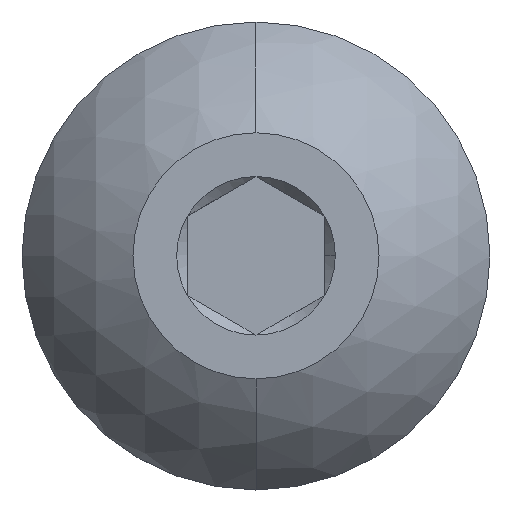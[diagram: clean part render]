
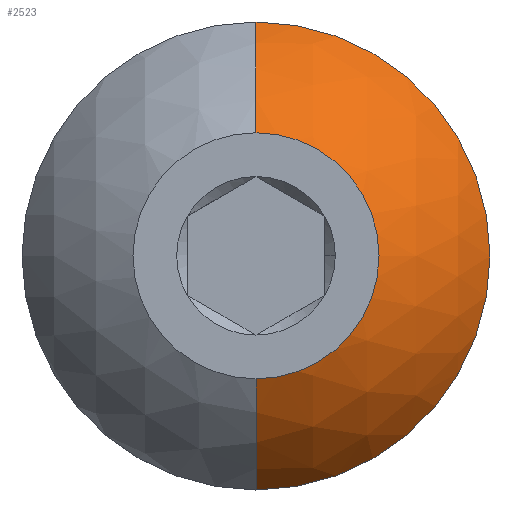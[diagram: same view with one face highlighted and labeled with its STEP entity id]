
A CAD part, top view. The second image highlights one B-rep face of the part: STEP entity #2523.
In plain terms, the highlighted spherical face has radius 3.065 mm.
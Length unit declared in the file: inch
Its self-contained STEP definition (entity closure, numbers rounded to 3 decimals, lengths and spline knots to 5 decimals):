
#464 = EDGE_CURVE ( 'NONE', #2019, #2024, #3073, .T. ) ;
#500 = EDGE_CURVE ( 'NONE', #2043, #2056, #3082, .T. ) ;
#501 = EDGE_CURVE ( 'NONE', #2056, #2050, #3084, .T. ) ;
#502 = EDGE_CURVE ( 'NONE', #2043, #2019, #3087, .T. ) ;
#508 = EDGE_CURVE ( 'NONE', #2024, #2050, #3093, .T. ) ;
#571 = AXIS2_PLACEMENT_3D ( 'NONE', #3774, #3776, #3772 ) ;
#574 = AXIS2_PLACEMENT_3D ( 'NONE', #3734, #3733, #3732 ) ;
#575 = AXIS2_PLACEMENT_3D ( 'NONE', #3730, #3729, #3728 ) ;
#576 = AXIS2_PLACEMENT_3D ( 'NONE', #3726, #3725, #3724 ) ;
#579 = AXIS2_PLACEMENT_3D ( 'NONE', #3710, #3709, #3708 ) ;
#593 = AXIS2_PLACEMENT_3D ( 'NONE', #1259, #1265, #1717 ) ;
#665 = EDGE_LOOP ( 'NONE', ( #2231, #2458, #2462, #2459, #2506 ) ) ;
#1259 = CARTESIAN_POINT ( 'NONE',  ( 0., 0., -0.10689 ) ) ;
#1265 = DIRECTION ( 'NONE',  ( 1., 0., 0. ) ) ;
#1717 = DIRECTION ( 'NONE',  ( 0., -1., 0. ) ) ;
#2019 = VERTEX_POINT ( 'NONE', #3644 ) ;
#2024 = VERTEX_POINT ( 'NONE', #3641 ) ;
#2043 = VERTEX_POINT ( 'NONE', #3624 ) ;
#2050 = VERTEX_POINT ( 'NONE', #3618 ) ;
#2056 = VERTEX_POINT ( 'NONE', #3612 ) ;
#2231 = ORIENTED_EDGE ( 'NONE', *, *, #502, .T. ) ;
#2458 = ORIENTED_EDGE ( 'NONE', *, *, #464, .T. ) ;
#2459 = ORIENTED_EDGE ( 'NONE', *, *, #501, .F. ) ;
#2462 = ORIENTED_EDGE ( 'NONE', *, *, #508, .T. ) ;
#2506 = ORIENTED_EDGE ( 'NONE', *, *, #500, .F. ) ;
#2523 = ADVANCED_FACE ( 'NONE', ( #2845 ), #2900, .T. ) ;
#2845 = FACE_OUTER_BOUND ( 'NONE', #665, .T. ) ;
#2900 = SPHERICAL_SURFACE ( 'NONE', #593, 0.12067 ) ;
#3073 = CIRCLE ( 'NONE', #571, 0.1065 ) ;
#3082 = CIRCLE ( 'NONE', #574, 0.12067 ) ;
#3084 = CIRCLE ( 'NONE', #575, 0.056 ) ;
#3087 = CIRCLE ( 'NONE', #576, 0.1065 ) ;
#3093 = CIRCLE ( 'NONE', #579, 0.12067 ) ;
#3612 = CARTESIAN_POINT ( 'NONE',  ( 0., -0.056, 0. ) ) ;
#3618 = CARTESIAN_POINT ( 'NONE',  ( 0., 0.056, 0. ) ) ;
#3624 = CARTESIAN_POINT ( 'NONE',  ( 0., -0.1065, -0.05015 ) ) ;
#3641 = CARTESIAN_POINT ( 'NONE',  ( 0., 0.1065, -0.05015 ) ) ;
#3644 = CARTESIAN_POINT ( 'NONE',  ( 0.1065, 0., -0.05015 ) ) ;
#3708 = DIRECTION ( 'NONE',  ( 0., 1., 0. ) ) ;
#3709 = DIRECTION ( 'NONE',  ( 1., 0., 0. ) ) ;
#3710 = CARTESIAN_POINT ( 'NONE',  ( 0., 0., -0.10689 ) ) ;
#3724 = DIRECTION ( 'NONE',  ( 1., 0., 0. ) ) ;
#3725 = DIRECTION ( 'NONE',  ( 0., 0., 1. ) ) ;
#3726 = CARTESIAN_POINT ( 'NONE',  ( 0., 0., -0.05015 ) ) ;
#3728 = DIRECTION ( 'NONE',  ( 1., 0., 0. ) ) ;
#3729 = DIRECTION ( 'NONE',  ( 0., 0., 1. ) ) ;
#3730 = CARTESIAN_POINT ( 'NONE',  ( 0., 0., 0. ) ) ;
#3732 = DIRECTION ( 'NONE',  ( 0., -1., 0. ) ) ;
#3733 = DIRECTION ( 'NONE',  ( -1., 0., 0. ) ) ;
#3734 = CARTESIAN_POINT ( 'NONE',  ( 0., 0., -0.10689 ) ) ;
#3772 = DIRECTION ( 'NONE',  ( 1., 0., 0. ) ) ;
#3774 = CARTESIAN_POINT ( 'NONE',  ( 0., 0., -0.05015 ) ) ;
#3776 = DIRECTION ( 'NONE',  ( 0., 0., 1. ) ) ;
